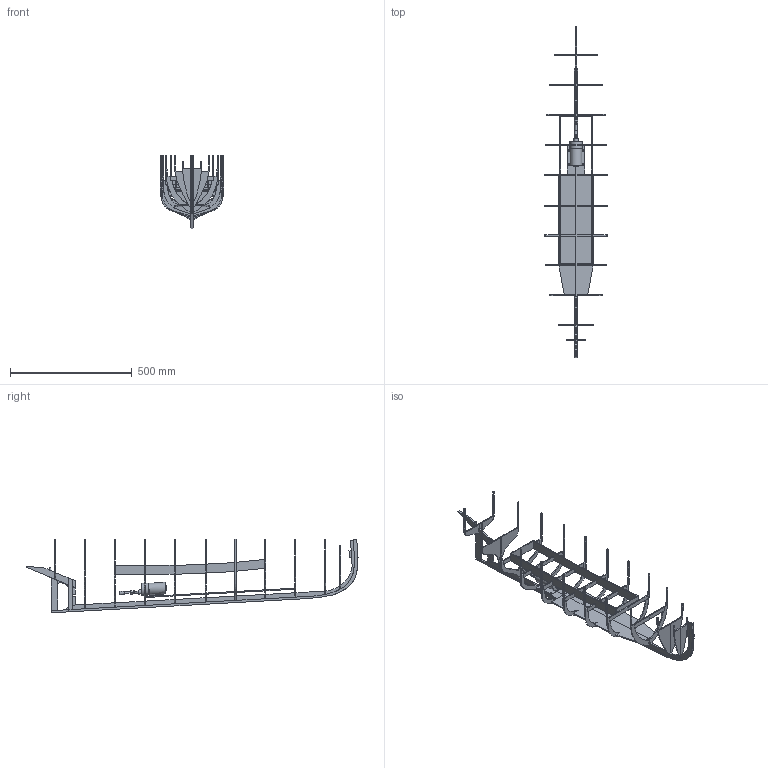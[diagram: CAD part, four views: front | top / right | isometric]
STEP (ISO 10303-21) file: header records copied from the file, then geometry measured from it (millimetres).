
FILE_DESCRIPTION(('FreeCAD Model'),'2;1');
FILE_NAME('Open CASCADE Shape Model','2025-05-04T00:25:06',('FreeCAD'),( 'FreeCAD'),'Open CASCADE STEP processor 7.6','FreeCAD','Unknown');
FILE_SCHEMA(('AUTOMOTIVE_DESIGN { 1 0 10303 214 1 1 1 1 }'));
Length unit declared in the file: millimetre
Products named in the file (1): Open CASCADE STEP translator 7.6 1
Bounding box: 258.97 x 1362.51 x 302.31 mm (x, y, z)
Volume: 1672803.6 mm3; surface area: 859131.9 mm2
Topology: 100 solids, 100 shells, 887 faces, 2039 edges, 1354 vertices
Faces by surface type: bspline 887
Entity records: 32008 total; most frequent: CARTESIAN_POINT 18858, ORIENTED_EDGE 4078, EDGE_CURVE 2039, B_SPLINE_CURVE_WITH_KNOTS 1931, VERTEX_POINT 1355, FACE_BOUND 906, EDGE_LOOP 905, ADVANCED_FACE 885
